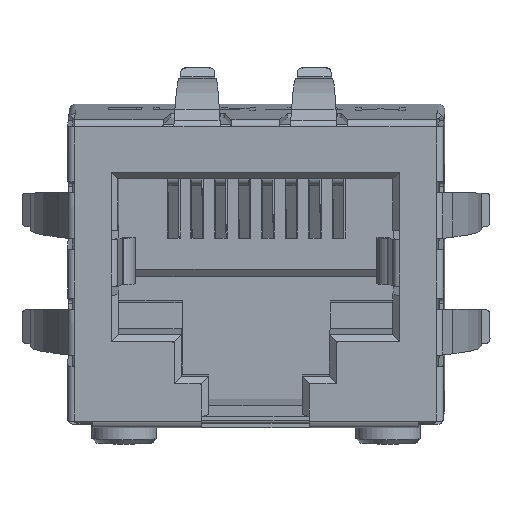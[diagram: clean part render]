
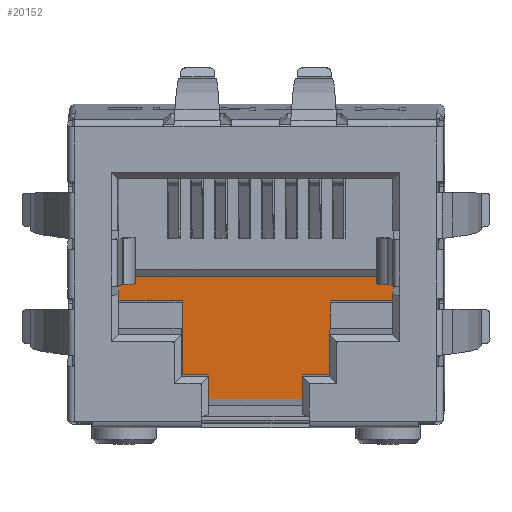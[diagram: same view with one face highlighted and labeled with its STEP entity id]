
A CAD part, front view. The second image highlights one B-rep face of the part: STEP entity #20152.
In plain terms, the highlighted face is planar.
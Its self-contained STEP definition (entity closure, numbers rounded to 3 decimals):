
#812=PLANE('',#21301);
#5029=ORIENTED_EDGE('',*,*,#7248,.F.);
#5030=ORIENTED_EDGE('',*,*,#7389,.T.);
#5031=ORIENTED_EDGE('',*,*,#7260,.T.);
#5032=ORIENTED_EDGE('',*,*,#7390,.T.);
#5033=ORIENTED_EDGE('',*,*,#7386,.T.);
#5034=ORIENTED_EDGE('',*,*,#7391,.T.);
#5035=ORIENTED_EDGE('',*,*,#7392,.T.);
#5036=ORIENTED_EDGE('',*,*,#7393,.F.);
#5037=ORIENTED_EDGE('',*,*,#7394,.T.);
#5038=ORIENTED_EDGE('',*,*,#7395,.T.);
#7248=EDGE_CURVE('',#8663,#8664,#10046,.T.);
#7260=EDGE_CURVE('',#8674,#8673,#10058,.T.);
#7386=EDGE_CURVE('',#8743,#8744,#10152,.T.);
#7389=EDGE_CURVE('',#8663,#8674,#10155,.T.);
#7390=EDGE_CURVE('',#8673,#8743,#10156,.T.);
#7391=EDGE_CURVE('',#8744,#8745,#10157,.T.);
#7392=EDGE_CURVE('',#8745,#8746,#10158,.T.);
#7393=EDGE_CURVE('',#8747,#8746,#10159,.T.);
#7394=EDGE_CURVE('',#8747,#8748,#10160,.T.);
#7395=EDGE_CURVE('',#8748,#8664,#10161,.T.);
#8663=VERTEX_POINT('',#30395);
#8664=VERTEX_POINT('',#30397);
#8673=VERTEX_POINT('',#30420);
#8674=VERTEX_POINT('',#30422);
#8743=VERTEX_POINT('',#30675);
#8744=VERTEX_POINT('',#30676);
#8745=VERTEX_POINT('',#30683);
#8746=VERTEX_POINT('',#30685);
#8747=VERTEX_POINT('',#30687);
#8748=VERTEX_POINT('',#30689);
#10046=LINE('',#30396,#11518);
#10058=LINE('',#30421,#11530);
#10152=LINE('',#30674,#11624);
#10155=LINE('',#30680,#11627);
#10156=LINE('',#30681,#11628);
#10157=LINE('',#30682,#11629);
#10158=LINE('',#30684,#11630);
#10159=LINE('',#30686,#11631);
#10160=LINE('',#30688,#11632);
#10161=LINE('',#30690,#11633);
#11518=VECTOR('',#24607,1000.);
#11530=VECTOR('',#24625,1000.);
#11624=VECTOR('',#24899,1000.);
#11627=VECTOR('',#24904,1000.);
#11628=VECTOR('',#24905,1000.);
#11629=VECTOR('',#24906,1000.);
#11630=VECTOR('',#24907,1000.);
#11631=VECTOR('',#24908,1000.);
#11632=VECTOR('',#24909,1000.);
#11633=VECTOR('',#24910,1000.);
#12521=EDGE_LOOP('',(#5029,#5030,#5031,#5032,#5033,#5034,#5035,#5036,#5037,
#5038));
#13381=FACE_BOUND('',#12521,.T.);
#20152=ADVANCED_FACE('',(#13381),#812,.T.);
#21301=AXIS2_PLACEMENT_3D('',#30679,#24902,#24903);
#24607=DIRECTION('',(-1.,0.,0.));
#24625=DIRECTION('',(1.,0.,0.));
#24899=DIRECTION('',(1.,0.,0.));
#24902=DIRECTION('',(0.,-1.,0.));
#24903=DIRECTION('',(0.,0.,-1.));
#24904=DIRECTION('',(0.,0.,-1.));
#24905=DIRECTION('',(0.,0.,1.));
#24906=DIRECTION('',(0.,0.,1.));
#24907=DIRECTION('',(0.,0.,1.));
#24908=DIRECTION('',(1.,0.,0.));
#24909=DIRECTION('',(0.,0.,-1.));
#24910=DIRECTION('',(0.,0.,-1.));
#30395=CARTESIAN_POINT('',(-3.205,0.4,-1.525));
#30396=CARTESIAN_POINT('',(-5.95,0.4,-1.525));
#30397=CARTESIAN_POINT('',(-5.95,0.4,-1.525));
#30420=CARTESIAN_POINT('',(3.205,0.4,-5.775));
#30421=CARTESIAN_POINT('',(-2.025,0.4,-5.775));
#30422=CARTESIAN_POINT('',(-3.205,0.4,-5.775));
#30674=CARTESIAN_POINT('',(-5.95,0.4,-1.525));
#30675=CARTESIAN_POINT('',(3.205,0.4,-1.525));
#30676=CARTESIAN_POINT('',(5.95,0.4,-1.525));
#30679=CARTESIAN_POINT('',(-5.95,0.4,4.105));
#30680=CARTESIAN_POINT('',(-3.205,0.4,-2.645));
#30681=CARTESIAN_POINT('',(3.205,0.4,-4.445));
#30682=CARTESIAN_POINT('',(5.95,0.4,-2.645));
#30683=CARTESIAN_POINT('',(5.95,0.4,-0.925));
#30684=CARTESIAN_POINT('',(5.95,0.4,4.105));
#30685=CARTESIAN_POINT('',(5.95,0.4,-0.475));
#30686=CARTESIAN_POINT('',(-5.95,0.4,-0.475));
#30687=CARTESIAN_POINT('',(-5.95,0.4,-0.475));
#30688=CARTESIAN_POINT('',(-5.95,0.4,4.105));
#30689=CARTESIAN_POINT('',(-5.95,0.4,-0.925));
#30690=CARTESIAN_POINT('',(-5.95,0.4,4.105));
